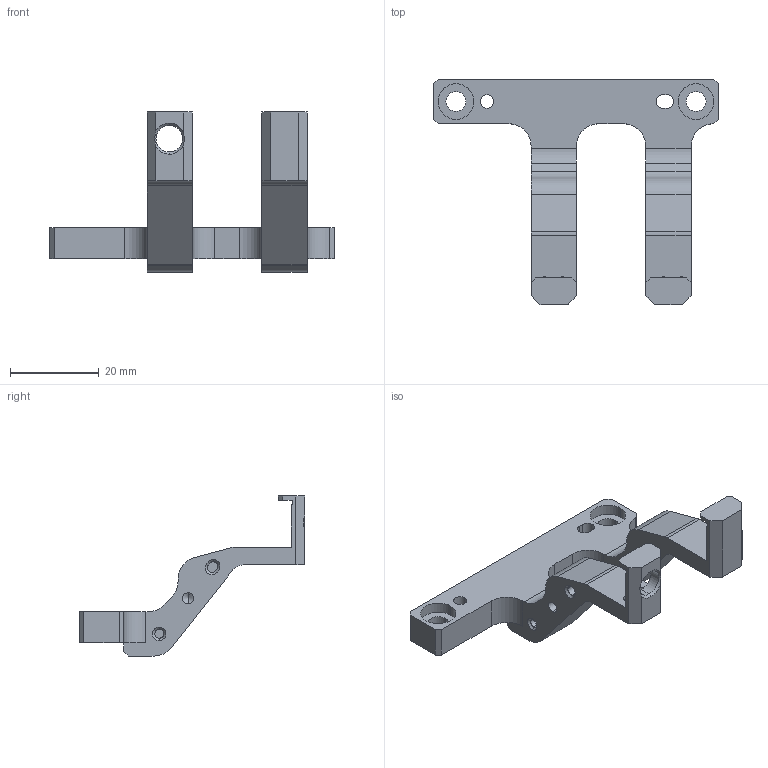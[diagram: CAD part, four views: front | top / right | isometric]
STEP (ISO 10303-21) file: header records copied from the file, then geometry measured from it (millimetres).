
FILE_DESCRIPTION (( 'STEP AP203' ), '1' );
FILE_NAME ('PI-0080803-C.step', '2023-02-24T15:57:37', ( '' ), ( '' ), 'SwSTEP 2.0', 'SolidWorks 2022', '' );
FILE_SCHEMA (( 'CONFIG_CONTROL_DESIGN' ));
Length unit declared in the file: millimetre
Products named in the file (1): PI-0080803-C
Bounding box: 64 x 50.74 x 36 mm (x, y, z)
Volume: 11111 mm3; surface area: 6869.2 mm2
Topology: 1 solids, 1 shells, 151 faces, 405 edges, 259 vertices
Faces by surface type: plane 77, cylinder 53, cone 21
Entity records: 4803 total; most frequent: DIRECTION 828, CARTESIAN_POINT 826, ORIENTED_EDGE 802, EDGE_CURVE 401, AXIS2_PLACEMENT_3D 277, VECTOR 274, LINE 274, VERTEX_POINT 259
